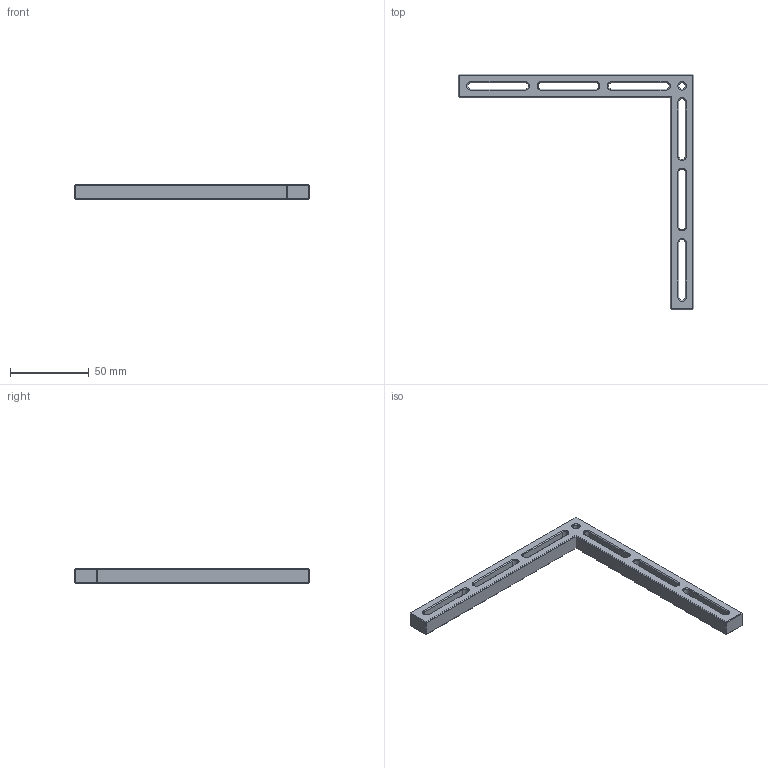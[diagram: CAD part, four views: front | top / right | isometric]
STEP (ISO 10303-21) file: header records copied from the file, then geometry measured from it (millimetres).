
FILE_DESCRIPTION(/* description */ ('STEP AP242','CAx-IF Rec.Pracs.---Representation and Presentation of Product Manufacturing Information (PMI)---4.0---2014-10-13','CAx-IF Rec.Pracs.---3D Tessellated Geometry---0.4---2014-09-14','2;1'),/* implementation_level */ '2;1');
FILE_NAME(/* name */ '65b15ed9e62ee963b8692bc6',/* time_stamp */ '2024-01-24T19:02:49Z',/* author */ (''),/* organization */ (''),/* preprocessor_version */ 'ST-DEVELOPER v19.4',/* originating_system */ ' ',/* authorisation */ ' ');
FILE_SCHEMA (('AP242_MANAGED_MODEL_BASED_3D_ENGINEERING_MIM_LF { 1 0 10303 442 1 1 4 }'));
Length unit declared in the file: metre
Products named in the file (1): Part 1
Bounding box: 150 x 150 x 10 mm (x, y, z)
Volume: 32651.4 mm3; surface area: 16897.2 mm2
Topology: 1 solids, 1 shells, 110 faces, 242 edges, 134 vertices
Faces by surface type: plane 71, cone 26, cylinder 13
Full cylindrical faces by diameter (mm): 4.2 x1
Entity records: 2937 total; most frequent: DIRECTION 513, CARTESIAN_POINT 484, ORIENTED_EDGE 478, EDGE_CURVE 239, LINE 187, VECTOR 187, AXIS2_PLACEMENT_3D 163, VERTEX_POINT 134
